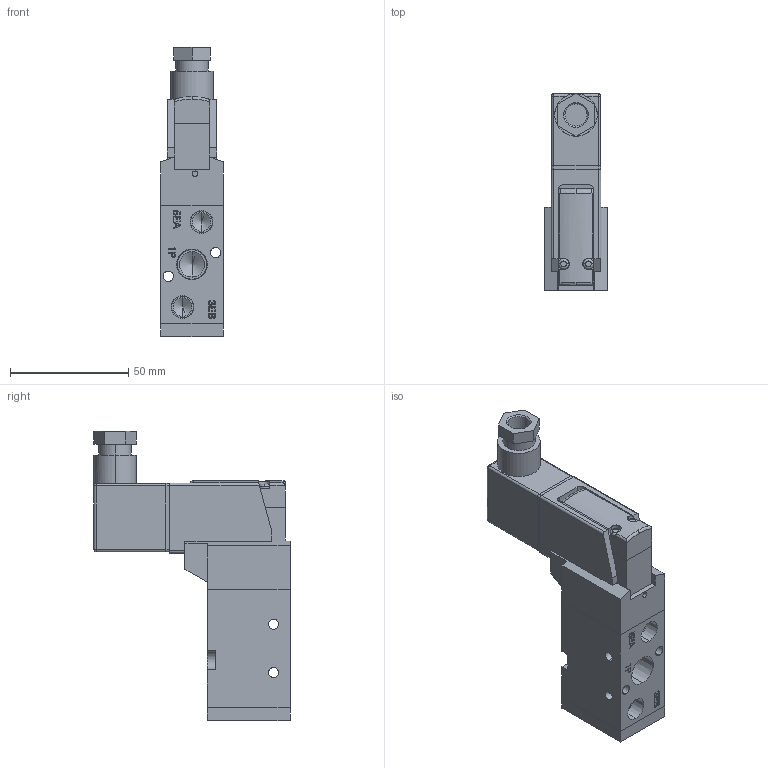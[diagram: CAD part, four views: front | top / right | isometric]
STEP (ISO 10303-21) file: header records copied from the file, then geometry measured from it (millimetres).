
FILE_DESCRIPTION (( 'STEP AP214' ), '1' );
FILE_NAME ('VF3130-5DZ1-02F.step.step', '2017-08-30T07:03:39', ( 'Windows User' ), ( '' ), 'SwSTEP 2.0', 'SolidWorks 2017', '' );
FILE_SCHEMA (( 'AUTOMOTIVE_DESIGN' ));
Length unit declared in the file: millimetre
Products named in the file (4): VF3130-5DZ1-02F.step_VF3 Body_1-3; VF3130-5DZ1-02F.step; VF3130-5DZ1-02F.step_VF1 Connector Body_D; VF3130-5DZ1-02F.step_VF1 D_Y Connector Cover_D
Assembly tree (3 placements, depth 2):
  VF3130-5DZ1-02F.step
    VF3130-5DZ1-02F.step_VF3 Body_1-3
    VF3130-5DZ1-02F.step_VF1 Connector Body_D
    VF3130-5DZ1-02F.step_VF1 D_Y Connector Cover_D
Bounding box: 26.4 x 83.03 x 122.3 mm (x, y, z)
Volume: 111966.1 mm3; surface area: 30849 mm2
Topology: 3 solids, 3 shells, 368 faces, 941 edges, 602 vertices
Faces by surface type: plane 213, cylinder 67, bspline 60, cone 18, torus 6, sphere 4
Entity records: 14160 total; most frequent: CARTESIAN_POINT 5476, ORIENTED_EDGE 1854, DIRECTION 1570, EDGE_CURVE 927, VECTOR 646, LINE 646, VERTEX_POINT 602, AXIS2_PLACEMENT_3D 462
